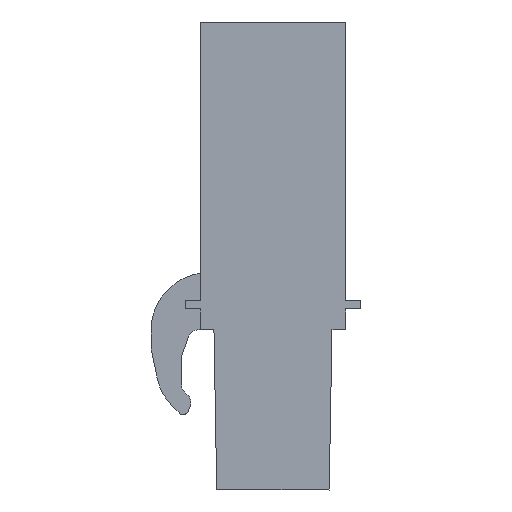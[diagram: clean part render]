
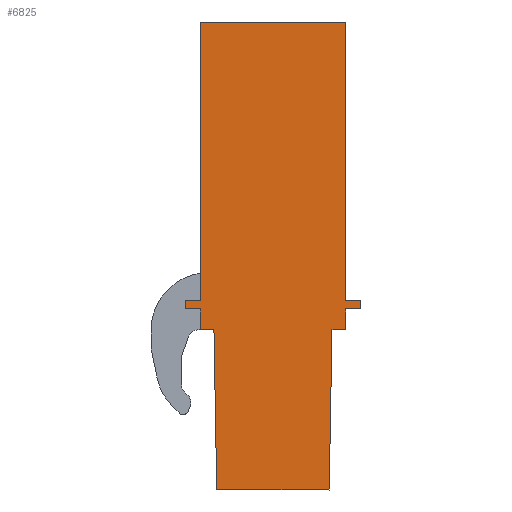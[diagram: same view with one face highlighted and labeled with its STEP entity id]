
A CAD part, left-side view. The second image highlights one B-rep face of the part: STEP entity #6825.
In plain terms, the highlighted planar face has unit normal (-1, 0, 0).
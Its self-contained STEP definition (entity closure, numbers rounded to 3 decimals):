
#6774=AXIS2_PLACEMENT_3D('Plane Axis2P3D',#6771,#6772,#6773) ;
#56=CARTESIAN_POINT('Vertex',(0.,0.8,24.55)) ;
#59=CARTESIAN_POINT('Line Origine',(0.,0.8,17.25)) ;
#63=CARTESIAN_POINT('Vertex',(0.,0.8,9.95)) ;
#6175=CARTESIAN_POINT('Vertex',(0.,1.66,0.)) ;
#6178=CARTESIAN_POINT('Line Origine',(0.,4.61,0.)) ;
#6182=CARTESIAN_POINT('Vertex',(0.,7.56,0.)) ;
#6242=CARTESIAN_POINT('Line Origine',(0.,7.633,4.2)) ;
#6246=CARTESIAN_POINT('Vertex',(0.,7.707,8.4)) ;
#6266=CARTESIAN_POINT('Line Origine',(0.,8.063,8.4)) ;
#6270=CARTESIAN_POINT('Vertex',(0.,8.42,8.4)) ;
#6354=CARTESIAN_POINT('Line Origine',(0.,8.42,8.95)) ;
#6358=CARTESIAN_POINT('Vertex',(0.,8.42,9.5)) ;
#6430=CARTESIAN_POINT('Line Origine',(0.,8.82,9.5)) ;
#6434=CARTESIAN_POINT('Vertex',(0.,9.22,9.5)) ;
#6506=CARTESIAN_POINT('Line Origine',(0.,9.22,9.725)) ;
#6510=CARTESIAN_POINT('Vertex',(0.,9.22,9.95)) ;
#6581=CARTESIAN_POINT('Vertex',(0.,0.,9.5)) ;
#6584=CARTESIAN_POINT('Line Origine',(0.,0.4,9.5)) ;
#6588=CARTESIAN_POINT('Vertex',(0.,0.8,9.5)) ;
#6603=CARTESIAN_POINT('Line Origine',(0.,0.8,8.95)) ;
#6607=CARTESIAN_POINT('Vertex',(0.,0.8,8.4)) ;
#6622=CARTESIAN_POINT('Line Origine',(0.,1.157,8.4)) ;
#6626=CARTESIAN_POINT('Vertex',(0.,1.513,8.4)) ;
#6646=CARTESIAN_POINT('Line Origine',(0.,1.587,4.2)) ;
#6771=CARTESIAN_POINT('Axis2P3D Location',(0.,0.,0.)) ;
#6776=CARTESIAN_POINT('Line Origine',(0.,0.,9.725)) ;
#6780=CARTESIAN_POINT('Vertex',(0.,0.,9.95)) ;
#6783=CARTESIAN_POINT('Line Origine',(0.,0.4,9.95)) ;
#6788=CARTESIAN_POINT('Line Origine',(0.,4.61,24.55)) ;
#6792=CARTESIAN_POINT('Vertex',(0.,8.42,24.55)) ;
#6795=CARTESIAN_POINT('Line Origine',(0.,8.42,17.25)) ;
#6799=CARTESIAN_POINT('Vertex',(0.,8.42,9.95)) ;
#6802=CARTESIAN_POINT('Line Origine',(0.,8.82,9.95)) ;
#60=DIRECTION('Vector Direction',(0.,0.,-1.)) ;
#6179=DIRECTION('Vector Direction',(0.,1.,0.)) ;
#6243=DIRECTION('Vector Direction',(0.,0.017,1.)) ;
#6267=DIRECTION('Vector Direction',(0.,1.,0.)) ;
#6355=DIRECTION('Vector Direction',(0.,0.,1.)) ;
#6431=DIRECTION('Vector Direction',(0.,1.,0.)) ;
#6507=DIRECTION('Vector Direction',(0.,0.,1.)) ;
#6585=DIRECTION('Vector Direction',(0.,1.,0.)) ;
#6604=DIRECTION('Vector Direction',(0.,0.,-1.)) ;
#6623=DIRECTION('Vector Direction',(0.,1.,0.)) ;
#6647=DIRECTION('Vector Direction',(0.,0.017,-1.)) ;
#6772=DIRECTION('Axis2P3D Direction',(-1.,0.,0.)) ;
#6773=DIRECTION('Axis2P3D XDirection',(0.,0.,1.)) ;
#6777=DIRECTION('Vector Direction',(0.,0.,-1.)) ;
#6784=DIRECTION('Vector Direction',(0.,-1.,0.)) ;
#6789=DIRECTION('Vector Direction',(0.,-1.,0.)) ;
#6796=DIRECTION('Vector Direction',(0.,0.,1.)) ;
#6803=DIRECTION('Vector Direction',(0.,-1.,0.)) ;
#61=VECTOR('Line Direction',#60,1.) ;
#6180=VECTOR('Line Direction',#6179,1.) ;
#6244=VECTOR('Line Direction',#6243,1.) ;
#6268=VECTOR('Line Direction',#6267,1.) ;
#6356=VECTOR('Line Direction',#6355,1.) ;
#6432=VECTOR('Line Direction',#6431,1.) ;
#6508=VECTOR('Line Direction',#6507,1.) ;
#6586=VECTOR('Line Direction',#6585,1.) ;
#6605=VECTOR('Line Direction',#6604,1.) ;
#6624=VECTOR('Line Direction',#6623,1.) ;
#6648=VECTOR('Line Direction',#6647,1.) ;
#6778=VECTOR('Line Direction',#6777,1.) ;
#6785=VECTOR('Line Direction',#6784,1.) ;
#6790=VECTOR('Line Direction',#6789,1.) ;
#6797=VECTOR('Line Direction',#6796,1.) ;
#6804=VECTOR('Line Direction',#6803,1.) ;
#6808=ORIENTED_EDGE('',*,*,#6650,.T.) ;
#6809=ORIENTED_EDGE('',*,*,#6628,.T.) ;
#6810=ORIENTED_EDGE('',*,*,#6609,.T.) ;
#6811=ORIENTED_EDGE('',*,*,#6590,.T.) ;
#6812=ORIENTED_EDGE('',*,*,#6782,.T.) ;
#6813=ORIENTED_EDGE('',*,*,#6787,.T.) ;
#6814=ORIENTED_EDGE('',*,*,#65,.T.) ;
#6815=ORIENTED_EDGE('',*,*,#6794,.T.) ;
#6816=ORIENTED_EDGE('',*,*,#6801,.T.) ;
#6817=ORIENTED_EDGE('',*,*,#6806,.T.) ;
#6818=ORIENTED_EDGE('',*,*,#6512,.T.) ;
#6819=ORIENTED_EDGE('',*,*,#6436,.T.) ;
#6820=ORIENTED_EDGE('',*,*,#6360,.T.) ;
#6821=ORIENTED_EDGE('',*,*,#6272,.T.) ;
#6822=ORIENTED_EDGE('',*,*,#6248,.T.) ;
#6823=ORIENTED_EDGE('',*,*,#6184,.T.) ;
#6825=ADVANCED_FACE('_BLC 5.08/10R OR 1610570000',(#6824),#6775,.T.) ;
#65=EDGE_CURVE('',#64,#57,#62,.F.) ;
#6184=EDGE_CURVE('',#6183,#6176,#6181,.F.) ;
#6248=EDGE_CURVE('',#6247,#6183,#6245,.F.) ;
#6272=EDGE_CURVE('',#6271,#6247,#6269,.F.) ;
#6360=EDGE_CURVE('',#6359,#6271,#6357,.F.) ;
#6436=EDGE_CURVE('',#6435,#6359,#6433,.F.) ;
#6512=EDGE_CURVE('',#6511,#6435,#6509,.F.) ;
#6590=EDGE_CURVE('',#6589,#6582,#6587,.F.) ;
#6609=EDGE_CURVE('',#6608,#6589,#6606,.F.) ;
#6628=EDGE_CURVE('',#6627,#6608,#6625,.F.) ;
#6650=EDGE_CURVE('',#6176,#6627,#6649,.F.) ;
#6782=EDGE_CURVE('',#6582,#6781,#6779,.F.) ;
#6787=EDGE_CURVE('',#6781,#64,#6786,.F.) ;
#6794=EDGE_CURVE('',#57,#6793,#6791,.F.) ;
#6801=EDGE_CURVE('',#6793,#6800,#6798,.F.) ;
#6806=EDGE_CURVE('',#6800,#6511,#6805,.F.) ;
#6807=EDGE_LOOP('',(#6808,#6809,#6810,#6811,#6812,#6813,#6814,#6815,#6816,#6817,#6818,#6819,#6820,#6821,#6822,#6823)) ;
#6824=FACE_OUTER_BOUND('',#6807,.T.) ;
#62=LINE('Line',#59,#61) ;
#6181=LINE('Line',#6178,#6180) ;
#6245=LINE('Line',#6242,#6244) ;
#6269=LINE('Line',#6266,#6268) ;
#6357=LINE('Line',#6354,#6356) ;
#6433=LINE('Line',#6430,#6432) ;
#6509=LINE('Line',#6506,#6508) ;
#6587=LINE('Line',#6584,#6586) ;
#6606=LINE('Line',#6603,#6605) ;
#6625=LINE('Line',#6622,#6624) ;
#6649=LINE('Line',#6646,#6648) ;
#6779=LINE('Line',#6776,#6778) ;
#6786=LINE('Line',#6783,#6785) ;
#6791=LINE('Line',#6788,#6790) ;
#6798=LINE('Line',#6795,#6797) ;
#6805=LINE('Line',#6802,#6804) ;
#6775=PLANE('',#6774) ;
#57=VERTEX_POINT('',#56) ;
#64=VERTEX_POINT('',#63) ;
#6176=VERTEX_POINT('',#6175) ;
#6183=VERTEX_POINT('',#6182) ;
#6247=VERTEX_POINT('',#6246) ;
#6271=VERTEX_POINT('',#6270) ;
#6359=VERTEX_POINT('',#6358) ;
#6435=VERTEX_POINT('',#6434) ;
#6511=VERTEX_POINT('',#6510) ;
#6582=VERTEX_POINT('',#6581) ;
#6589=VERTEX_POINT('',#6588) ;
#6608=VERTEX_POINT('',#6607) ;
#6627=VERTEX_POINT('',#6626) ;
#6781=VERTEX_POINT('',#6780) ;
#6793=VERTEX_POINT('',#6792) ;
#6800=VERTEX_POINT('',#6799) ;
